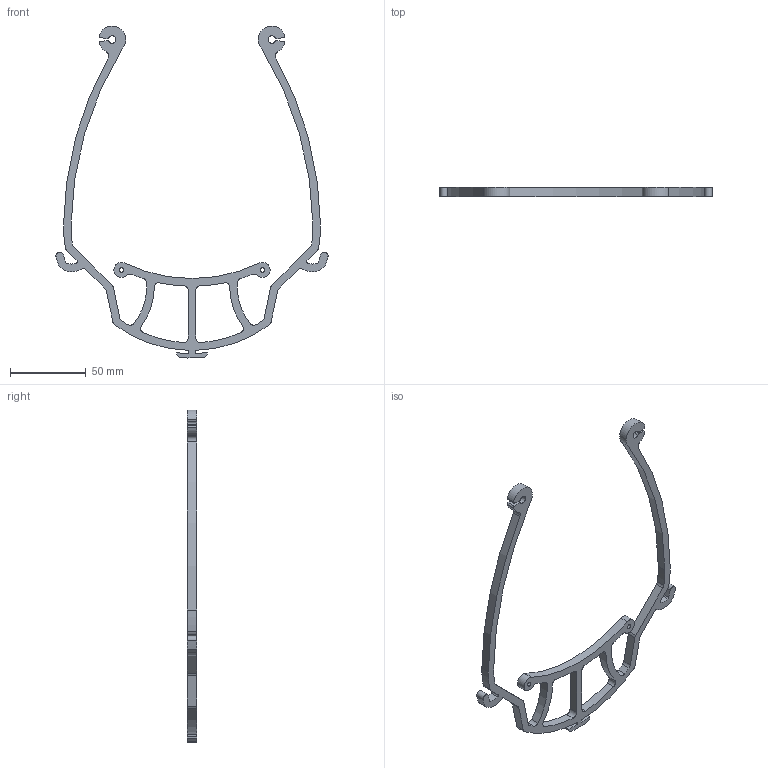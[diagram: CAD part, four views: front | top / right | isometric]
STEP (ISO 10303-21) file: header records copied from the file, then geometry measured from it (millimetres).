
FILE_DESCRIPTION(/* description */ (''),/* implementation_level */ '2;1');
FILE_NAME(/* name */ 'Face Shield Frame V3.step',/* time_stamp */ '2020-03-18T14:42:00-05:00',/* author */ (''),/* organization */ (''),/* preprocessor_version */ 'ST-DEVELOPER v18',/* originating_system */ 'Autodesk Translation Framework v8.12.0.6',/* authorisation */ '');
FILE_SCHEMA (('AUTOMOTIVE_DESIGN { 1 0 10303 214 3 1 1 }'));
Length unit declared in the file: millimetre
Products named in the file (1): Frame
Bounding box: 180.19 x 6.1 x 219.83 mm (x, y, z)
Volume: 26542.6 mm3; surface area: 18878.6 mm2
Topology: 1 solids, 1 shells, 114 faces, 336 edges, 224 vertices
Faces by surface type: cylinder 90, plane 24
Full cylindrical faces by diameter (mm): 3 x2
Entity records: 3956 total; most frequent: DIRECTION 746, CARTESIAN_POINT 675, ORIENTED_EDGE 672, EDGE_CURVE 336, AXIS2_PLACEMENT_3D 295, VERTEX_POINT 224, CIRCLE 180, LINE 156
